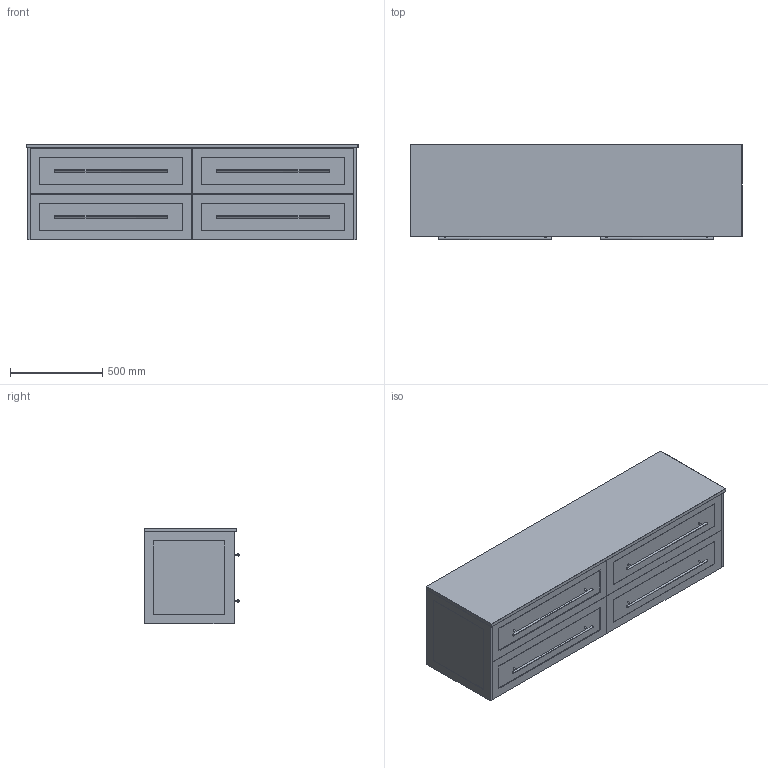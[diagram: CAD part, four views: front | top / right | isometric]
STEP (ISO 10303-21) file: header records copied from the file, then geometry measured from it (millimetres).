
FILE_DESCRIPTION(/* description */ (''),/* implementation_level */ '2;1');
FILE_NAME(/* name */ 'Kado Lux All-Drawer WH 1800 (20MM)',/* time_stamp */ '2025-07-09T14:57:11+10:00',/* author */ (''),/* organization */ (''),/* preprocessor_version */ 'ST-DEVELOPER v16.5',/* originating_system */ '',/* authorisation */ '');
FILE_SCHEMA (('AUTOMOTIVE_DESIGN'));
Length unit declared in the file: millimetre
Products named in the file (9): Document; Kado Lux All-Drawer WH 1800 (20MM); Kado Lux All-Drawer (Wall Hung)35; Kado Lux All-Drawer WH ALL CARCASS34; Kado Lux All-Drawer WH 1800 Carcass33; Cross Bar Handle 54410; Kado Lux All-Drawer WH 1800 Carcass6; Blank Benchtops ALL11121314151617181920212223242526272829303132; 1800 Benchtop (20MM) DRW234
Assembly tree (11 placements, depth 6):
  Document
    Kado Lux All-Drawer WH 1800 (20MM)
      Kado Lux All-Drawer (Wall Hung)35
        Kado Lux All-Drawer WH ALL CARCASS34
          Kado Lux All-Drawer WH 1800 Carcass33
            Cross Bar Handle 54410  x4
            Kado Lux All-Drawer WH 1800 Carcass6
      Blank Benchtops ALL11121314151617181920212223242526272829303132
        1800 Benchtop (20MM) DRW234
Bounding box: 1800 x 515 x 520 mm (x, y, z)
Volume: 67542224.1 mm3; surface area: 10957513.6 mm2
Topology: 12 solids, 12 shells, 193 faces, 418 edges, 260 vertices
Faces by surface type: plane 107, cylinder 66, bspline 20
Entity records: 4419 total; most frequent: CARTESIAN_POINT 1690, ORIENTED_EDGE 660, EDGE_CURVE 330, B_SPLINE_CURVE_WITH_KNOTS 238, VERTEX_POINT 212, DIRECTION 189, EDGE_LOOP 182, AXIS2_PLACEMENT_3D 166
